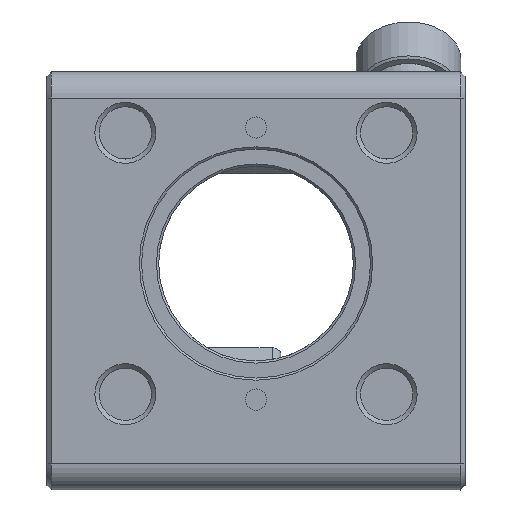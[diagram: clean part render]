
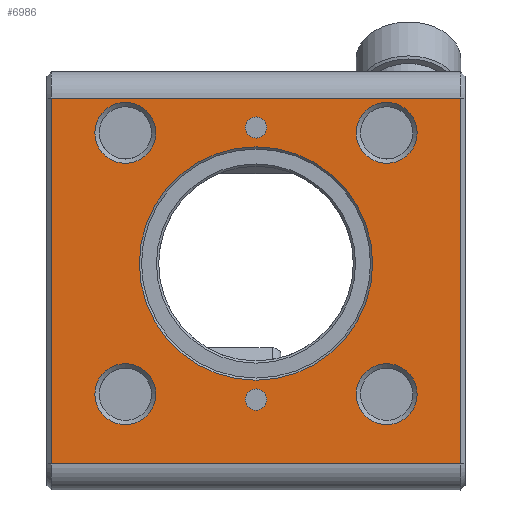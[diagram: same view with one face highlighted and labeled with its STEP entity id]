
A CAD part, left-side view. The second image highlights one B-rep face of the part: STEP entity #6986.
In plain terms, the highlighted planar face has unit normal (-1, 0, 0).
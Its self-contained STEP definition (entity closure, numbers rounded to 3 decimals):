
#502 = ORIENTED_EDGE ( 'NONE', *, *, #9291, .F. ) ;
#525 = CARTESIAN_POINT ( 'NONE',  ( -9.367, 2.09, 6.107 ) ) ;
#577 = DIRECTION ( 'NONE',  ( -1., 0., 0. ) ) ;
#674 = EDGE_CURVE ( 'NONE', #14321, #14321, #14640, .T. ) ;
#714 = LINE ( 'NONE', #525, #10520 ) ;
#959 = EDGE_CURVE ( 'NONE', #11163, #11163, #11042, .T. ) ;
#1002 = CARTESIAN_POINT ( 'NONE',  ( -9.367, 2.09, -35.893 ) ) ;
#1208 = CARTESIAN_POINT ( 'NONE',  ( -9.367, 2.09, -38.893 ) ) ;
#1217 = ORIENTED_EDGE ( 'NONE', *, *, #1733, .F. ) ;
#1261 = CIRCLE ( 'NONE', #16508, 3.5 ) ;
#1588 = DIRECTION ( 'NONE',  ( 0., 0., -1. ) ) ;
#1733 = EDGE_CURVE ( 'NONE', #13102, #13102, #4772, .T. ) ;
#2276 = DIRECTION ( 'NONE',  ( 0., 0., 1. ) ) ;
#2405 = CARTESIAN_POINT ( 'NONE',  ( -9.367, 11.22, 5.607 ) ) ;
#2416 = CIRCLE ( 'NONE', #3908, 3.5 ) ;
#2523 = DIRECTION ( 'NONE',  ( 0., 0., 1. ) ) ;
#2603 = CARTESIAN_POINT ( 'NONE',  ( -9.367, 41.22, 5.607 ) ) ;
#2653 = AXIS2_PLACEMENT_3D ( 'NONE', #7596, #14716, #13396 ) ;
#2902 = EDGE_LOOP ( 'NONE', ( #4747 ) ) ;
#3017 = VERTEX_POINT ( 'NONE', #17564 ) ;
#3269 = VERTEX_POINT ( 'NONE', #15519 ) ;
#3407 = CARTESIAN_POINT ( 'NONE',  ( -9.367, 26.22, -12.893 ) ) ;
#3523 = VERTEX_POINT ( 'NONE', #13850 ) ;
#3721 = FACE_BOUND ( 'NONE', #14598, .T. ) ;
#3740 = VERTEX_POINT ( 'NONE', #14071 ) ;
#3908 = AXIS2_PLACEMENT_3D ( 'NONE', #15870, #577, #11493 ) ;
#3997 = FACE_BOUND ( 'NONE', #11760, .T. ) ;
#4747 = ORIENTED_EDGE ( 'NONE', *, *, #959, .F. ) ;
#4763 = EDGE_CURVE ( 'NONE', #3523, #3523, #2416, .T. ) ;
#4772 = CIRCLE ( 'NONE', #10773, 3.5 ) ;
#4922 = ORIENTED_EDGE ( 'NONE', *, *, #14330, .F. ) ;
#4925 = AXIS2_PLACEMENT_3D ( 'NONE', #5333, #16494, #2523 ) ;
#5017 = LINE ( 'NONE', #1002, #16500 ) ;
#5037 = EDGE_CURVE ( 'NONE', #3269, #6772, #17523, .T. ) ;
#5104 = DIRECTION ( 'NONE',  ( 0., -1., 0. ) ) ;
#5129 = EDGE_CURVE ( 'NONE', #16372, #16372, #1261, .T. ) ;
#5333 = CARTESIAN_POINT ( 'NONE',  ( -9.367, 26.22, -28.513 ) ) ;
#5776 = EDGE_LOOP ( 'NONE', ( #1217 ) ) ;
#6012 = FACE_BOUND ( 'NONE', #2902, .T. ) ;
#6034 = VECTOR ( 'NONE', #1588, 1000. ) ;
#6150 = VERTEX_POINT ( 'NONE', #7656 ) ;
#6772 = VERTEX_POINT ( 'NONE', #10038 ) ;
#6924 = DIRECTION ( 'NONE',  ( 1., 0., 0. ) ) ;
#6986 = ADVANCED_FACE ( 'NONE', ( #7417, #13130, #7520, #6012, #8909, #14634, #3997, #3721 ), #9358, .F. ) ;
#7089 = DIRECTION ( 'NONE',  ( 0., 0., 1. ) ) ;
#7390 = CARTESIAN_POINT ( 'NONE',  ( -9.367, 41.22, -24.393 ) ) ;
#7417 = FACE_BOUND ( 'NONE', #11331, .T. ) ;
#7421 = VECTOR ( 'NONE', #8655, 1000. ) ;
#7494 = DIRECTION ( 'NONE',  ( -1., 0., 0. ) ) ;
#7520 = FACE_BOUND ( 'NONE', #5776, .T. ) ;
#7554 = EDGE_CURVE ( 'NONE', #6772, #11923, #5017, .T. ) ;
#7596 = CARTESIAN_POINT ( 'NONE',  ( -9.367, 26.22, 2.727 ) ) ;
#7656 = CARTESIAN_POINT ( 'NONE',  ( -9.367, 12.822, -12.893 ) ) ;
#7865 = CIRCLE ( 'NONE', #11477, 13.399 ) ;
#8208 = CIRCLE ( 'NONE', #4925, 1.22 ) ;
#8252 = CARTESIAN_POINT ( 'NONE',  ( -9.367, 49.72, -35.893 ) ) ;
#8544 = EDGE_LOOP ( 'NONE', ( #15778, #14464, #18539, #4922 ) ) ;
#8655 = DIRECTION ( 'NONE',  ( 0., 0., 1. ) ) ;
#8909 = FACE_BOUND ( 'NONE', #15435, .T. ) ;
#9291 = EDGE_CURVE ( 'NONE', #6150, #6150, #7865, .T. ) ;
#9358 = PLANE ( 'NONE',  #10497 ) ;
#9490 = DIRECTION ( 'NONE',  ( -1., 0., 0. ) ) ;
#9539 = CARTESIAN_POINT ( 'NONE',  ( -9.367, 41.22, -27.893 ) ) ;
#9792 = ORIENTED_EDGE ( 'NONE', *, *, #5129, .F. ) ;
#10038 = CARTESIAN_POINT ( 'NONE',  ( -9.367, 2.72, -35.893 ) ) ;
#10068 = DIRECTION ( 'NONE',  ( -1., 0., 0. ) ) ;
#10097 = CARTESIAN_POINT ( 'NONE',  ( -9.367, 26.22, 3.947 ) ) ;
#10497 = AXIS2_PLACEMENT_3D ( 'NONE', #1208, #6924, #15163 ) ;
#10520 = VECTOR ( 'NONE', #5104, 1000. ) ;
#10630 = CARTESIAN_POINT ( 'NONE',  ( -9.367, 41.22, 2.107 ) ) ;
#10773 = AXIS2_PLACEMENT_3D ( 'NONE', #9539, #10068, #7089 ) ;
#10874 = EDGE_CURVE ( 'NONE', #11923, #3740, #15701, .T. ) ;
#11042 = CIRCLE ( 'NONE', #13443, 3.5 ) ;
#11163 = VERTEX_POINT ( 'NONE', #2603 ) ;
#11331 = EDGE_LOOP ( 'NONE', ( #502 ) ) ;
#11477 = AXIS2_PLACEMENT_3D ( 'NONE', #3407, #9490, #15209 ) ;
#11493 = DIRECTION ( 'NONE',  ( 0., 0., 1. ) ) ;
#11718 = CARTESIAN_POINT ( 'NONE',  ( -9.367, 2.72, -38.893 ) ) ;
#11760 = EDGE_LOOP ( 'NONE', ( #17554 ) ) ;
#11923 = VERTEX_POINT ( 'NONE', #8252 ) ;
#12750 = ORIENTED_EDGE ( 'NONE', *, *, #4763, .F. ) ;
#13102 = VERTEX_POINT ( 'NONE', #7390 ) ;
#13130 = FACE_OUTER_BOUND ( 'NONE', #8544, .T. ) ;
#13215 = DIRECTION ( 'NONE',  ( 0., 0., 1. ) ) ;
#13396 = DIRECTION ( 'NONE',  ( 0., 0., 1. ) ) ;
#13443 = AXIS2_PLACEMENT_3D ( 'NONE', #10630, #15123, #2276 ) ;
#13850 = CARTESIAN_POINT ( 'NONE',  ( -9.367, 11.22, -24.393 ) ) ;
#14071 = CARTESIAN_POINT ( 'NONE',  ( -9.367, 49.72, 6.107 ) ) ;
#14321 = VERTEX_POINT ( 'NONE', #10097 ) ;
#14330 = EDGE_CURVE ( 'NONE', #3740, #3269, #714, .T. ) ;
#14403 = ORIENTED_EDGE ( 'NONE', *, *, #16769, .F. ) ;
#14464 = ORIENTED_EDGE ( 'NONE', *, *, #7554, .F. ) ;
#14598 = EDGE_LOOP ( 'NONE', ( #14403 ) ) ;
#14611 = CARTESIAN_POINT ( 'NONE',  ( -9.367, 11.22, 2.107 ) ) ;
#14634 = FACE_BOUND ( 'NONE', #17998, .T. ) ;
#14640 = CIRCLE ( 'NONE', #2653, 1.22 ) ;
#14716 = DIRECTION ( 'NONE',  ( -1., 0., 0. ) ) ;
#15123 = DIRECTION ( 'NONE',  ( -1., 0., 0. ) ) ;
#15163 = DIRECTION ( 'NONE',  ( 0., 0., -1. ) ) ;
#15209 = DIRECTION ( 'NONE',  ( 0., -1., 0. ) ) ;
#15435 = EDGE_LOOP ( 'NONE', ( #12750 ) ) ;
#15519 = CARTESIAN_POINT ( 'NONE',  ( -9.367, 2.72, 6.107 ) ) ;
#15701 = LINE ( 'NONE', #16660, #7421 ) ;
#15778 = ORIENTED_EDGE ( 'NONE', *, *, #10874, .F. ) ;
#15870 = CARTESIAN_POINT ( 'NONE',  ( -9.367, 11.22, -27.893 ) ) ;
#16372 = VERTEX_POINT ( 'NONE', #2405 ) ;
#16450 = DIRECTION ( 'NONE',  ( 0., 1., 0. ) ) ;
#16494 = DIRECTION ( 'NONE',  ( -1., 0., 0. ) ) ;
#16500 = VECTOR ( 'NONE', #16450, 1000. ) ;
#16508 = AXIS2_PLACEMENT_3D ( 'NONE', #14611, #7494, #13215 ) ;
#16660 = CARTESIAN_POINT ( 'NONE',  ( -9.367, 49.72, -38.893 ) ) ;
#16769 = EDGE_CURVE ( 'NONE', #3017, #3017, #8208, .T. ) ;
#17523 = LINE ( 'NONE', #11718, #6034 ) ;
#17554 = ORIENTED_EDGE ( 'NONE', *, *, #674, .F. ) ;
#17564 = CARTESIAN_POINT ( 'NONE',  ( -9.367, 26.22, -27.293 ) ) ;
#17998 = EDGE_LOOP ( 'NONE', ( #9792 ) ) ;
#18539 = ORIENTED_EDGE ( 'NONE', *, *, #5037, .F. ) ;
